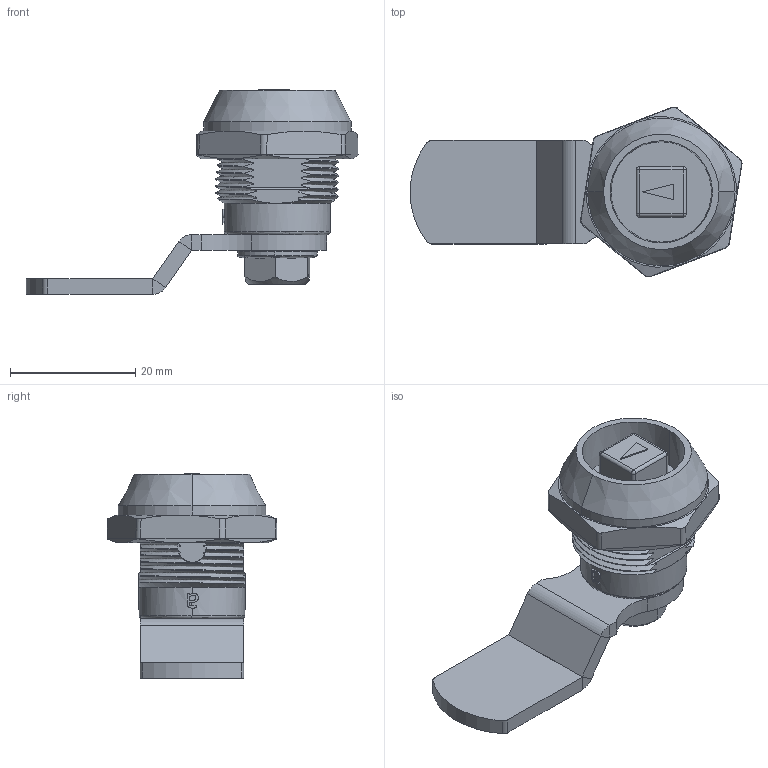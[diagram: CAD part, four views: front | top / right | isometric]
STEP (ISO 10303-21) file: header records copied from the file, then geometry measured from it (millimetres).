
FILE_DESCRIPTION (( 'STEP AP203' ), '1' );
FILE_NAME ('KY01.78.1.2.24.STEP', '2022-09-02T10:43:09', ( '' ), ( '' ), 'SwSTEP 2.0', 'SolidWorks 2021', '' );
FILE_SCHEMA (( 'CONFIG_CONTROL_DESIGN' ));
Length unit declared in the file: millimetre
Products named in the file (1): KY01.78.1.2.24
Bounding box: 52.91 x 27.08 x 32.61 mm (x, y, z)
Surface area: 5837.2 mm2 (no closed solid volume)
Topology: 0 solids, 23 shells, 238 faces, 671 edges, 446 vertices
Faces by surface type: plane 103, cylinder 66, bspline 30, cone 29, torus 6, sphere 4
Entity records: 44331 total; most frequent: CARTESIAN_POINT 38898, ORIENTED_EDGE 1195, DIRECTION 876, EDGE_CURVE 667, VERTEX_POINT 446, AXIS2_PLACEMENT_3D 314, B_SPLINE_CURVE_WITH_KNOTS 279, VECTOR 248
